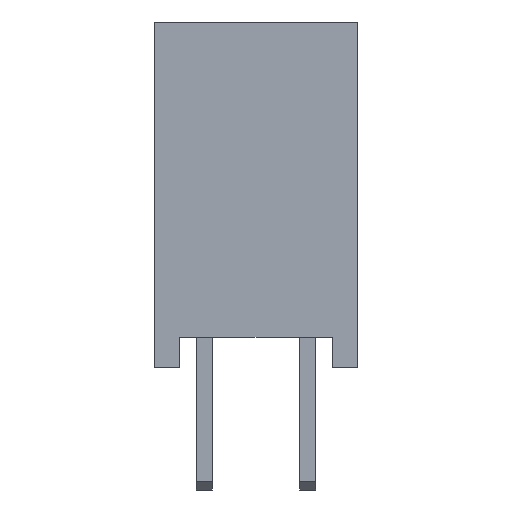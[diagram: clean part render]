
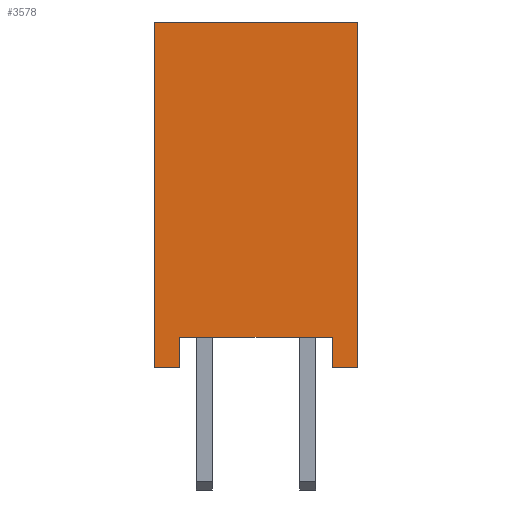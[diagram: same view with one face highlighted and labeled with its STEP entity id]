
A CAD part, front view. The second image highlights one B-rep face of the part: STEP entity #3578.
In plain terms, the highlighted planar face has unit normal (0, -1, 0).
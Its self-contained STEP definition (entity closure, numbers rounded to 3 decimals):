
#88=FACE_OUTER_BOUND('',#310,.T.);
#310=EDGE_LOOP('',(#2479,#2480,#2481,#2482,#2483,#2484,#2485,#2486));
#559=LINE('',#5072,#1059);
#583=LINE('',#5124,#1083);
#584=LINE('',#5126,#1084);
#585=LINE('',#5128,#1085);
#586=LINE('',#5130,#1086);
#587=LINE('',#5132,#1087);
#588=LINE('',#5133,#1088);
#589=LINE('',#5134,#1089);
#1059=VECTOR('',#4115,10.);
#1083=VECTOR('',#4165,10.);
#1084=VECTOR('',#4166,10.);
#1085=VECTOR('',#4167,10.);
#1086=VECTOR('',#4168,10.);
#1087=VECTOR('',#4169,10.);
#1088=VECTOR('',#4170,10.);
#1089=VECTOR('',#4171,10.);
#1538=VERTEX_POINT('',#5065);
#1541=VERTEX_POINT('',#5070);
#1555=VERTEX_POINT('',#5122);
#1556=VERTEX_POINT('',#5123);
#1557=VERTEX_POINT('',#5125);
#1558=VERTEX_POINT('',#5127);
#1559=VERTEX_POINT('',#5129);
#1560=VERTEX_POINT('',#5131);
#1879=EDGE_CURVE('',#1538,#1541,#559,.T.);
#1903=EDGE_CURVE('',#1555,#1556,#583,.T.);
#1904=EDGE_CURVE('',#1556,#1557,#584,.T.);
#1905=EDGE_CURVE('',#1557,#1558,#585,.T.);
#1906=EDGE_CURVE('',#1558,#1559,#586,.T.);
#1907=EDGE_CURVE('',#1559,#1560,#587,.T.);
#1908=EDGE_CURVE('',#1560,#1538,#588,.T.);
#1909=EDGE_CURVE('',#1541,#1555,#589,.T.);
#2479=ORIENTED_EDGE('',*,*,#1903,.T.);
#2480=ORIENTED_EDGE('',*,*,#1904,.T.);
#2481=ORIENTED_EDGE('',*,*,#1905,.T.);
#2482=ORIENTED_EDGE('',*,*,#1906,.T.);
#2483=ORIENTED_EDGE('',*,*,#1907,.T.);
#2484=ORIENTED_EDGE('',*,*,#1908,.T.);
#2485=ORIENTED_EDGE('',*,*,#1879,.T.);
#2486=ORIENTED_EDGE('',*,*,#1909,.T.);
#3358=PLANE('',#3826);
#3578=ADVANCED_FACE('',(#88),#3358,.T.);
#3826=AXIS2_PLACEMENT_3D('',#5121,#4163,#4164);
#4115=DIRECTION('',(-1.,0.,0.));
#4163=DIRECTION('center_axis',(0.,-1.,0.));
#4164=DIRECTION('ref_axis',(0.,0.,-1.));
#4165=DIRECTION('',(1.,0.,0.));
#4166=DIRECTION('',(0.,0.,1.));
#4167=DIRECTION('',(1.,0.,0.));
#4168=DIRECTION('',(0.,0.,-1.));
#4169=DIRECTION('',(1.,0.,0.));
#4170=DIRECTION('',(0.,0.,1.));
#4171=DIRECTION('',(0.,0.,-1.));
#5065=CARTESIAN_POINT('',(2.5,-6.35,8.5));
#5070=CARTESIAN_POINT('',(-2.5,-6.35,8.5));
#5072=CARTESIAN_POINT('',(-2.5,-6.35,8.5));
#5121=CARTESIAN_POINT('Origin',(0.,-6.35,4.25));
#5122=CARTESIAN_POINT('',(-2.5,-6.35,0.));
#5123=CARTESIAN_POINT('',(-1.875,-6.35,0.));
#5124=CARTESIAN_POINT('',(-1.875,-6.35,0.));
#5125=CARTESIAN_POINT('',(-1.875,-6.35,0.75));
#5126=CARTESIAN_POINT('',(-1.875,-6.35,0.));
#5127=CARTESIAN_POINT('',(1.875,-6.35,0.75));
#5128=CARTESIAN_POINT('',(-1.875,-6.35,0.75));
#5129=CARTESIAN_POINT('',(1.875,-6.35,0.));
#5130=CARTESIAN_POINT('',(1.875,-6.35,0.));
#5131=CARTESIAN_POINT('',(2.5,-6.35,0.));
#5132=CARTESIAN_POINT('',(1.875,-6.35,0.));
#5133=CARTESIAN_POINT('',(2.5,-6.35,8.5));
#5134=CARTESIAN_POINT('',(-2.5,-6.35,0.));
